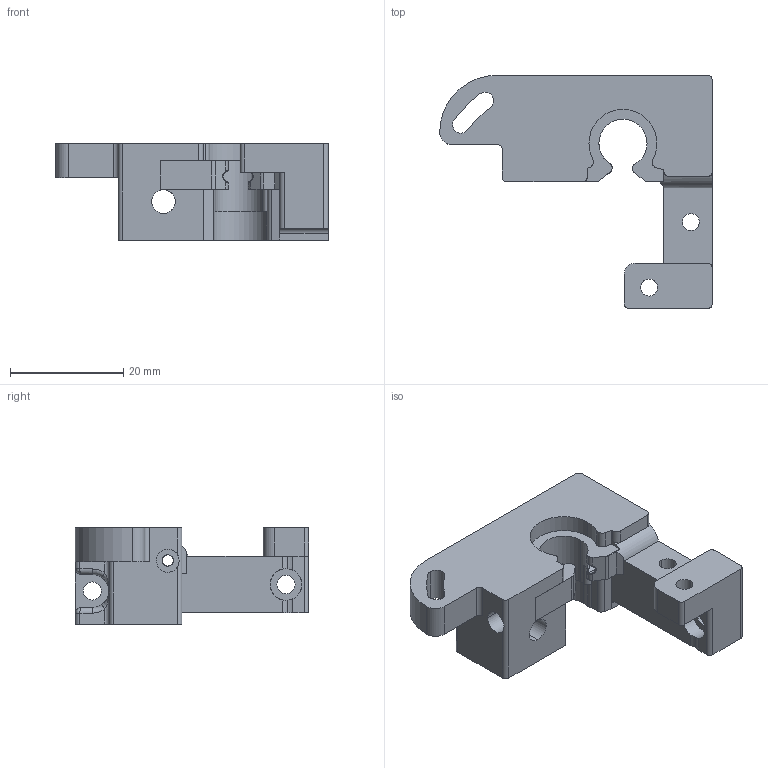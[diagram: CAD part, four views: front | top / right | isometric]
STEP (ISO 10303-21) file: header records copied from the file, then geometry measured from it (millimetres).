
FILE_DESCRIPTION (( 'STEP AP203' ), '1' );
FILE_NAME ('feeder_body.STEP', '2022-02-13T11:21:08', ( '' ), ( '' ), 'SwSTEP 2.0', 'SolidWorks 2020', '' );
FILE_SCHEMA (( 'CONFIG_CONTROL_DESIGN' ));
Length unit declared in the file: millimetre
Products named in the file (1): feeder_body
Bounding box: 48.07 x 41.15 x 17 mm (x, y, z)
Volume: 10852.8 mm3; surface area: 6103.3 mm2
Topology: 1 solids, 1 shells, 162 faces, 461 edges, 299 vertices
Faces by surface type: cylinder 90, plane 53, bspline 17, torus 2
Entity records: 6172 total; most frequent: CARTESIAN_POINT 1901, ORIENTED_EDGE 918, DIRECTION 863, EDGE_CURVE 459, AXIS2_PLACEMENT_3D 323, VERTEX_POINT 299, LINE 217, VECTOR 217
